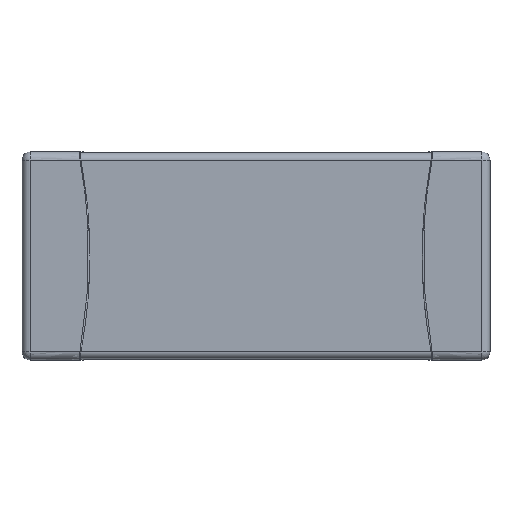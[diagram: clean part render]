
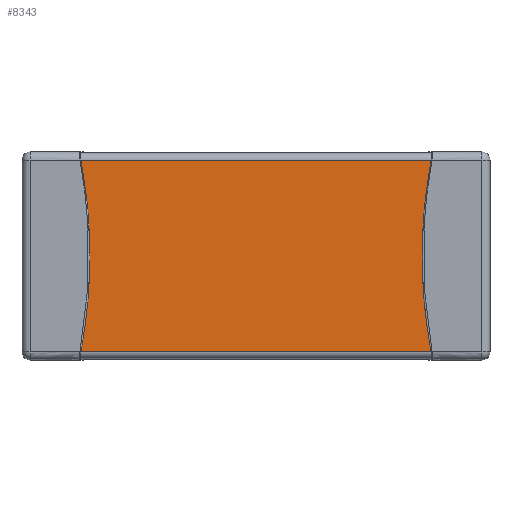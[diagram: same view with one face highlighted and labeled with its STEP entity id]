
A CAD part, top view. The second image highlights one B-rep face of the part: STEP entity #8343.
In plain terms, the highlighted planar face has unit normal (0, 0, 1).
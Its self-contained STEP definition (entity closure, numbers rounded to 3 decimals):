
#7768 = EDGE_CURVE('',#7769,#7771,#7773,.T.);
#7769 = VERTEX_POINT('',#7770);
#7770 = CARTESIAN_POINT('',(-2.15,-0.92,1.25));
#7771 = VERTEX_POINT('',#7772);
#7772 = CARTESIAN_POINT('',(2.15,-0.92,1.25));
#7773 = SURFACE_CURVE('',#7774,(#7778,#7790),.PCURVE_S1.);
#7774 = LINE('',#7775,#7776);
#7775 = CARTESIAN_POINT('',(-2.15,-0.92,1.25));
#7776 = VECTOR('',#7777,1.);
#7777 = DIRECTION('',(1.,0.,0.));
#7778 = PCURVE('',#7779,#7784);
#7779 = CYLINDRICAL_SURFACE('',#7780,0.07);
#7780 = AXIS2_PLACEMENT_3D('',#7781,#7782,#7783);
#7781 = CARTESIAN_POINT('',(-2.15,-0.92,1.18));
#7782 = DIRECTION('',(-1.,0.,0.));
#7783 = DIRECTION('',(0.,1.,0.));
#7784 = DEFINITIONAL_REPRESENTATION('',(#7785),#7789);
#7785 = LINE('',#7786,#7787);
#7786 = CARTESIAN_POINT('',(-1.571,0.));
#7787 = VECTOR('',#7788,1.);
#7788 = DIRECTION('',(-0.,-1.));
#7789 = ( GEOMETRIC_REPRESENTATION_CONTEXT(2) 
PARAMETRIC_REPRESENTATION_CONTEXT() REPRESENTATION_CONTEXT('2D SPACE',''
  ) );
#7790 = PCURVE('',#7791,#7796);
#7791 = PLANE('',#7792);
#7792 = AXIS2_PLACEMENT_3D('',#7793,#7794,#7795);
#7793 = CARTESIAN_POINT('',(-2.15,-0.92,1.25));
#7794 = DIRECTION('',(0.,0.,1.));
#7795 = DIRECTION('',(0.,1.,0.));
#7796 = DEFINITIONAL_REPRESENTATION('',(#7797),#7801);
#7797 = LINE('',#7798,#7799);
#7798 = CARTESIAN_POINT('',(0.,0.));
#7799 = VECTOR('',#7800,1.);
#7800 = DIRECTION('',(0.,-1.));
#7801 = ( GEOMETRIC_REPRESENTATION_CONTEXT(2) 
PARAMETRIC_REPRESENTATION_CONTEXT() REPRESENTATION_CONTEXT('2D SPACE',''
  ) );
#7820 = PLANE('',#7821);
#7821 = AXIS2_PLACEMENT_3D('',#7822,#7823,#7824);
#7822 = CARTESIAN_POINT('',(2.15,0.,0.635));
#7823 = DIRECTION('',(1.,0.,0.));
#7824 = DIRECTION('',(0.,0.,1.));
#7875 = PLANE('',#7876);
#7876 = AXIS2_PLACEMENT_3D('',#7877,#7878,#7879);
#7877 = CARTESIAN_POINT('',(-2.15,0.,0.635));
#7878 = DIRECTION('',(1.,0.,0.));
#7879 = DIRECTION('',(0.,0.,1.));
#8216 = CYLINDRICAL_SURFACE('',#8217,0.07);
#8217 = AXIS2_PLACEMENT_3D('',#8218,#8219,#8220);
#8218 = CARTESIAN_POINT('',(-2.15,0.92,1.18));
#8219 = DIRECTION('',(-1.,0.,0.));
#8220 = DIRECTION('',(0.,1.,0.));
#8276 = VERTEX_POINT('',#8277);
#8277 = CARTESIAN_POINT('',(2.15,0.92,1.25));
#8299 = EDGE_CURVE('',#8300,#8276,#8302,.T.);
#8300 = VERTEX_POINT('',#8301);
#8301 = CARTESIAN_POINT('',(-2.15,0.92,1.25));
#8302 = SURFACE_CURVE('',#8303,(#8307,#8314),.PCURVE_S1.);
#8303 = LINE('',#8304,#8305);
#8304 = CARTESIAN_POINT('',(-2.15,0.92,1.25));
#8305 = VECTOR('',#8306,1.);
#8306 = DIRECTION('',(1.,0.,0.));
#8307 = PCURVE('',#8216,#8308);
#8308 = DEFINITIONAL_REPRESENTATION('',(#8309),#8313);
#8309 = LINE('',#8310,#8311);
#8310 = CARTESIAN_POINT('',(-1.571,0.));
#8311 = VECTOR('',#8312,1.);
#8312 = DIRECTION('',(-0.,-1.));
#8313 = ( GEOMETRIC_REPRESENTATION_CONTEXT(2) 
PARAMETRIC_REPRESENTATION_CONTEXT() REPRESENTATION_CONTEXT('2D SPACE',''
  ) );
#8314 = PCURVE('',#7791,#8315);
#8315 = DEFINITIONAL_REPRESENTATION('',(#8316),#8320);
#8316 = LINE('',#8317,#8318);
#8317 = CARTESIAN_POINT('',(1.84,0.));
#8318 = VECTOR('',#8319,1.);
#8319 = DIRECTION('',(0.,-1.));
#8320 = ( GEOMETRIC_REPRESENTATION_CONTEXT(2) 
PARAMETRIC_REPRESENTATION_CONTEXT() REPRESENTATION_CONTEXT('2D SPACE',''
  ) );
#8343 = ADVANCED_FACE('',(#8344),#7791,.T.);
#8344 = FACE_BOUND('',#8345,.T.);
#8345 = EDGE_LOOP('',(#8346,#8347,#8368,#8369));
#8346 = ORIENTED_EDGE('',*,*,#7768,.T.);
#8347 = ORIENTED_EDGE('',*,*,#8348,.T.);
#8348 = EDGE_CURVE('',#7771,#8276,#8349,.T.);
#8349 = SURFACE_CURVE('',#8350,(#8354,#8361),.PCURVE_S1.);
#8350 = LINE('',#8351,#8352);
#8351 = CARTESIAN_POINT('',(2.15,-0.92,1.25));
#8352 = VECTOR('',#8353,1.);
#8353 = DIRECTION('',(0.,1.,0.));
#8354 = PCURVE('',#7791,#8355);
#8355 = DEFINITIONAL_REPRESENTATION('',(#8356),#8360);
#8356 = LINE('',#8357,#8358);
#8357 = CARTESIAN_POINT('',(0.,-4.3));
#8358 = VECTOR('',#8359,1.);
#8359 = DIRECTION('',(1.,0.));
#8360 = ( GEOMETRIC_REPRESENTATION_CONTEXT(2) 
PARAMETRIC_REPRESENTATION_CONTEXT() REPRESENTATION_CONTEXT('2D SPACE',''
  ) );
#8361 = PCURVE('',#7820,#8362);
#8362 = DEFINITIONAL_REPRESENTATION('',(#8363),#8367);
#8363 = LINE('',#8364,#8365);
#8364 = CARTESIAN_POINT('',(0.615,0.92));
#8365 = VECTOR('',#8366,1.);
#8366 = DIRECTION('',(0.,-1.));
#8367 = ( GEOMETRIC_REPRESENTATION_CONTEXT(2) 
PARAMETRIC_REPRESENTATION_CONTEXT() REPRESENTATION_CONTEXT('2D SPACE',''
  ) );
#8368 = ORIENTED_EDGE('',*,*,#8299,.F.);
#8369 = ORIENTED_EDGE('',*,*,#8370,.F.);
#8370 = EDGE_CURVE('',#7769,#8300,#8371,.T.);
#8371 = SURFACE_CURVE('',#8372,(#8376,#8383),.PCURVE_S1.);
#8372 = LINE('',#8373,#8374);
#8373 = CARTESIAN_POINT('',(-2.15,-0.92,1.25));
#8374 = VECTOR('',#8375,1.);
#8375 = DIRECTION('',(0.,1.,0.));
#8376 = PCURVE('',#7791,#8377);
#8377 = DEFINITIONAL_REPRESENTATION('',(#8378),#8382);
#8378 = LINE('',#8379,#8380);
#8379 = CARTESIAN_POINT('',(0.,0.));
#8380 = VECTOR('',#8381,1.);
#8381 = DIRECTION('',(1.,0.));
#8382 = ( GEOMETRIC_REPRESENTATION_CONTEXT(2) 
PARAMETRIC_REPRESENTATION_CONTEXT() REPRESENTATION_CONTEXT('2D SPACE',''
  ) );
#8383 = PCURVE('',#7875,#8384);
#8384 = DEFINITIONAL_REPRESENTATION('',(#8385),#8389);
#8385 = LINE('',#8386,#8387);
#8386 = CARTESIAN_POINT('',(0.615,0.92));
#8387 = VECTOR('',#8388,1.);
#8388 = DIRECTION('',(0.,-1.));
#8389 = ( GEOMETRIC_REPRESENTATION_CONTEXT(2) 
PARAMETRIC_REPRESENTATION_CONTEXT() REPRESENTATION_CONTEXT('2D SPACE',''
  ) );
